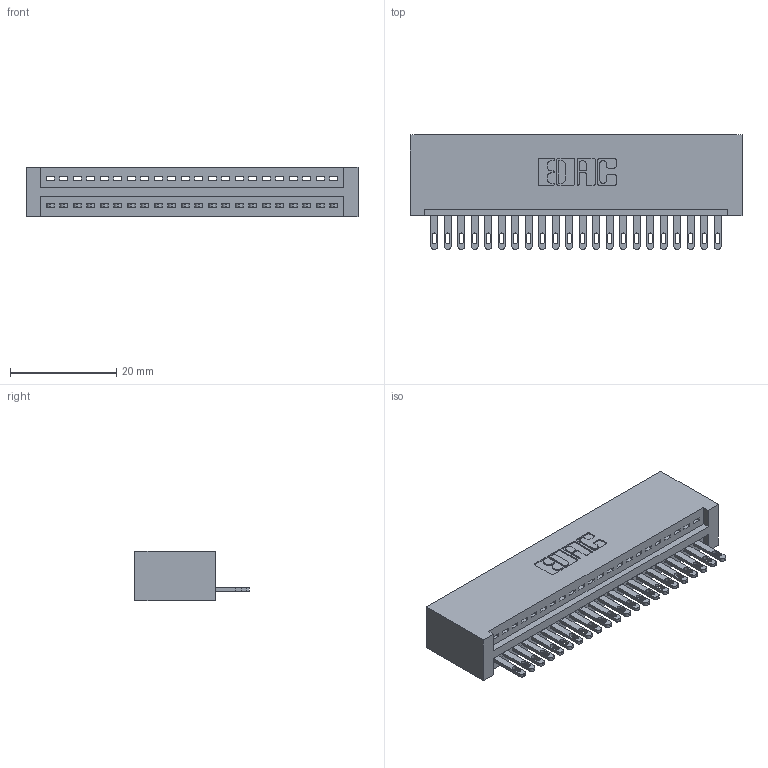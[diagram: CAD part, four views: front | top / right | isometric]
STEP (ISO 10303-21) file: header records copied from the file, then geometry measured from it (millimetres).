
FILE_DESCRIPTION (( 'STEP AP203' ), '1' );
FILE_NAME ('895-022-500-101.STEP', '2020-09-25T09:18:59', ( '' ), ( '' ), 'SwSTEP 2.0', 'SolidWorks 2020', '' );
FILE_SCHEMA (( 'CONFIG_CONTROL_DESIGN' ));
Length unit declared in the file: inch
Products named in the file (3): 345-292-001_345-293-100; 845 Part_No Mounting Lugs; 895-022-500-101
Assembly tree (23 placements, depth 2):
  895-022-500-101
    845 Part_No Mounting Lugs
    345-292-001_345-293-100  x22
Bounding box: 62.48 x 21.51 x 9.4 mm (x, y, z)
Volume: 6368.9 mm3; surface area: 8431.5 mm2
Topology: 23 solids, 23 shells, 1306 faces, 4013 edges, 2674 vertices
Faces by surface type: plane 824, cylinder 482
Entity records: 18903 total; most frequent: CARTESIAN_POINT 3282, ORIENTED_EDGE 3238, DIRECTION 2891, EDGE_CURVE 1619, VECTOR 1403, LINE 1403, VERTEX_POINT 1078, AXIS2_PLACEMENT_3D 744
